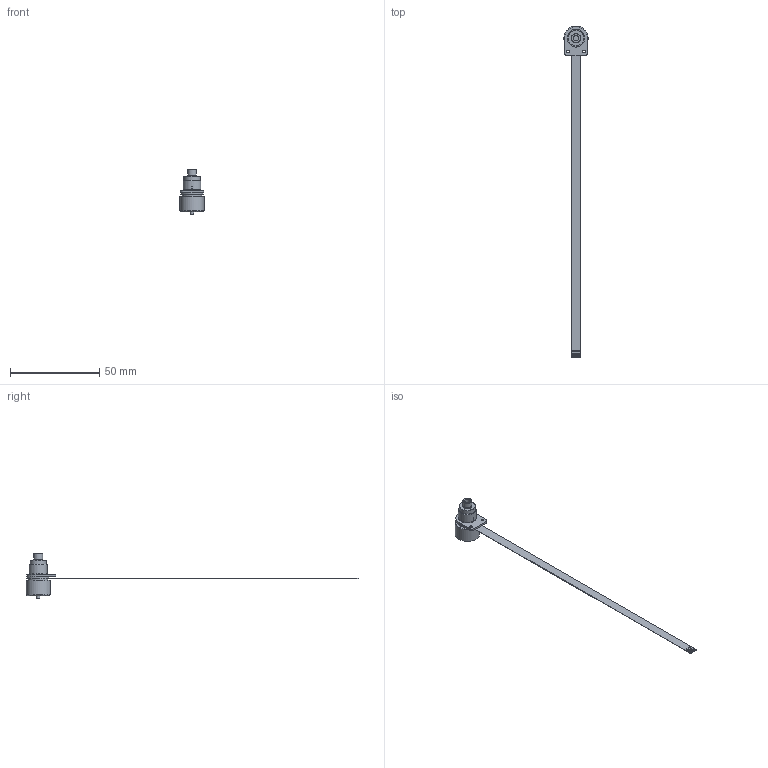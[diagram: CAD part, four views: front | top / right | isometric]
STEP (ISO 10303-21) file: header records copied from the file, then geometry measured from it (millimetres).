
FILE_DESCRIPTION(/* description */ (''),/* implementation_level */ '2;1');
FILE_NAME(/* name */ 'model_product_id167.stp',/* time_stamp */ '2016-07-20T14:12:39+02:00',/* author */ ('SD'),/* organization */ ('Micromotion GmbH Germany'),/* preprocessor_version */ 'ST-DEVELOPER v16.1',/* originating_system */ 'Autodesk Inventor 2016',/* authorisation */ '');
FILE_SCHEMA (('AUTOMOTIVE_DESIGN { 1 0 10303 214 3 1 1 }'));
Length unit declared in the file: millimetre
Products named in the file (1): MHD-10-160-S-SPM0098_Shrinkwrap_1
Bounding box: 13.6 x 186.3 x 25.05 mm (x, y, z)
Volume: 2493.7 mm3; surface area: 3192.2 mm2
Topology: 1 solids, 5 shells, 131 faces, 295 edges, 186 vertices
Faces by surface type: plane 60, cylinder 37, cone 24, torus 10
Full cylindrical faces by diameter (mm): 1.567 x2, 2 x1, 3 x1, 4.1 x1, 4.5 x1, 5 x2, 5.2 x1, 9 x1, 10 x2, 11 x1, 12.5 x1, 13 x1, 13.6 x1
Entity records: 3755 total; most frequent: CARTESIAN_POINT 825, DIRECTION 602, ORIENTED_EDGE 506, EDGE_CURVE 253, AXIS2_PLACEMENT_3D 253, EDGE_LOOP 181, VERTEX_POINT 176, FACE_OUTER_BOUND 131
